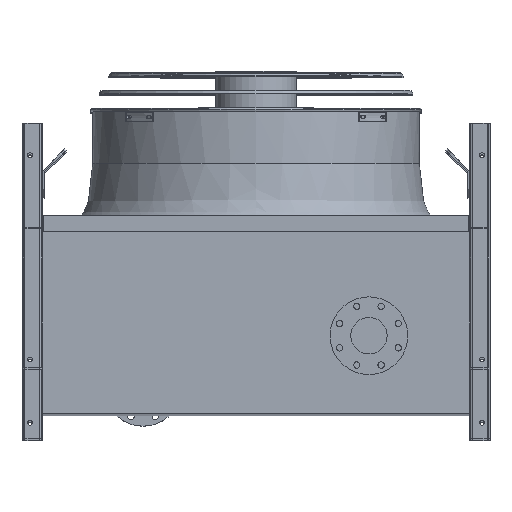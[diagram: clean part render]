
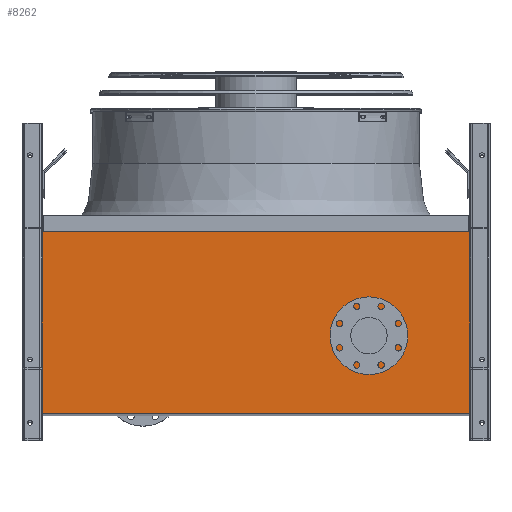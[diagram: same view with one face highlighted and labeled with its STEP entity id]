
A CAD part, top view. The second image highlights one B-rep face of the part: STEP entity #8262.
In plain terms, the highlighted planar face has unit normal (0, 0, 1).
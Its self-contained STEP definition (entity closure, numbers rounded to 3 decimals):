
#34 = EDGE_CURVE ( 'NONE', #14269, #1130, #2145, .T. ) ;
#52 = EDGE_CURVE ( 'NONE', #6523, #15472, #16999, .T. ) ;
#127 = EDGE_CURVE ( 'NONE', #15472, #14269, #12301, .T. ) ;
#132 = EDGE_CURVE ( 'NONE', #7655, #7655, #1224, .T. ) ;
#1130 = VERTEX_POINT ( 'NONE', #13564 ) ;
#1224 = CIRCLE ( 'NONE', #2300, 54. ) ;
#2145 = LINE ( 'NONE', #16859, #9390 ) ;
#2300 = AXIS2_PLACEMENT_3D ( 'NONE', #16350, #16344, #16330 ) ;
#3496 = AXIS2_PLACEMENT_3D ( 'NONE', #14930, #14714, #14779 ) ;
#4499 = CARTESIAN_POINT ( 'NONE',  ( 605., 515., 240. ) ) ;
#6034 = VECTOR ( 'NONE', #16907, 1000. ) ;
#6523 = VERTEX_POINT ( 'NONE', #10763 ) ;
#6627 = EDGE_CURVE ( 'NONE', #1130, #6523, #8382, .T. ) ;
#7276 = ORIENTED_EDGE ( 'NONE', *, *, #127, .T. ) ;
#7655 = VERTEX_POINT ( 'NONE', #13396 ) ;
#8262 = ADVANCED_FACE ( 'NONE', ( #13315, #10369 ), #14850, .T. ) ;
#8382 = LINE ( 'NONE', #9736, #15577 ) ;
#9390 = VECTOR ( 'NONE', #17088, 1000. ) ;
#9672 = DIRECTION ( 'NONE',  ( 1., 0., 0. ) ) ;
#9736 = CARTESIAN_POINT ( 'NONE',  ( -605., 0., 240. ) ) ;
#10369 = FACE_BOUND ( 'NONE', #14348, .T. ) ;
#10763 = CARTESIAN_POINT ( 'NONE',  ( 605., 0., 240. ) ) ;
#11829 = EDGE_LOOP ( 'NONE', ( #17327, #12468, #17683, #7276 ) ) ;
#12301 = LINE ( 'NONE', #16478, #16132 ) ;
#12468 = ORIENTED_EDGE ( 'NONE', *, *, #6627, .T. ) ;
#13315 = FACE_OUTER_BOUND ( 'NONE', #11829, .T. ) ;
#13396 = CARTESIAN_POINT ( 'NONE',  ( 374., 220., 240. ) ) ;
#13564 = CARTESIAN_POINT ( 'NONE',  ( -605., 0., 240. ) ) ;
#14269 = VERTEX_POINT ( 'NONE', #17129 ) ;
#14348 = EDGE_LOOP ( 'NONE', ( #17697 ) ) ;
#14714 = DIRECTION ( 'NONE',  ( 0., 0., 1. ) ) ;
#14779 = DIRECTION ( 'NONE',  ( 1., 0., 0. ) ) ;
#14850 = PLANE ( 'NONE',  #3496 ) ;
#14930 = CARTESIAN_POINT ( 'NONE',  ( 0., 0., 240. ) ) ;
#15472 = VERTEX_POINT ( 'NONE', #4499 ) ;
#15577 = VECTOR ( 'NONE', #9672, 1000. ) ;
#16132 = VECTOR ( 'NONE', #16500, 1000. ) ;
#16330 = DIRECTION ( 'NONE',  ( 1., 0., 0. ) ) ;
#16344 = DIRECTION ( 'NONE',  ( 0., 0., 1. ) ) ;
#16350 = CARTESIAN_POINT ( 'NONE',  ( 320., 220., 240. ) ) ;
#16478 = CARTESIAN_POINT ( 'NONE',  ( 605., 515., 240. ) ) ;
#16500 = DIRECTION ( 'NONE',  ( -1., 0., 0. ) ) ;
#16779 = CARTESIAN_POINT ( 'NONE',  ( 605., 0., 240. ) ) ;
#16859 = CARTESIAN_POINT ( 'NONE',  ( -605., 515., 240. ) ) ;
#16907 = DIRECTION ( 'NONE',  ( 0., 1., 0. ) ) ;
#16999 = LINE ( 'NONE', #16779, #6034 ) ;
#17088 = DIRECTION ( 'NONE',  ( 0., -1., 0. ) ) ;
#17129 = CARTESIAN_POINT ( 'NONE',  ( -605., 515., 240. ) ) ;
#17327 = ORIENTED_EDGE ( 'NONE', *, *, #34, .T. ) ;
#17683 = ORIENTED_EDGE ( 'NONE', *, *, #52, .T. ) ;
#17697 = ORIENTED_EDGE ( 'NONE', *, *, #132, .F. ) ;
